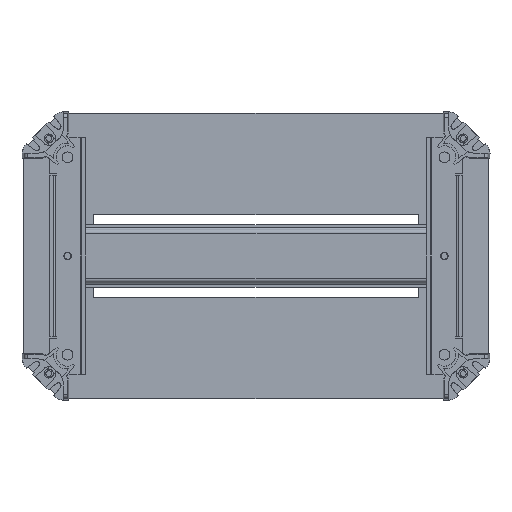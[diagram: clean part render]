
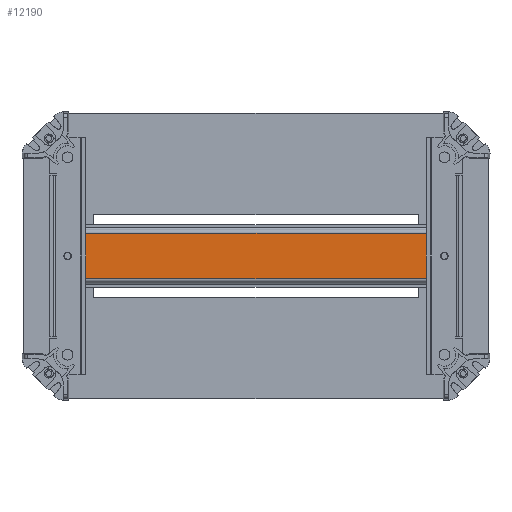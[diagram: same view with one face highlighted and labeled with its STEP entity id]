
A CAD part, front view. The second image highlights one B-rep face of the part: STEP entity #12190.
In plain terms, the highlighted planar face has unit normal (0, -1, 0).
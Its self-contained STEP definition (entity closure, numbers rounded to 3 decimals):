
#246 = VERTEX_POINT ( 'NONE', #4252 ) ;
#384 = CARTESIAN_POINT ( 'NONE',  ( 2.25, -1.5, -110. ) ) ;
#851 = CIRCLE ( 'NONE', #3160, 2.25 ) ;
#1001 = DIRECTION ( 'NONE',  ( -1., 0., 0. ) ) ;
#1202 = EDGE_CURVE ( 'NONE', #13805, #7862, #851, .T. ) ;
#1244 = VECTOR ( 'NONE', #8423, 1000. ) ;
#1328 = EDGE_CURVE ( 'NONE', #11903, #246, #12550, .T. ) ;
#1777 = ORIENTED_EDGE ( 'NONE', *, *, #9159, .F. ) ;
#1853 = ORIENTED_EDGE ( 'NONE', *, *, #5480, .T. ) ;
#1927 = LINE ( 'NONE', #17402, #4941 ) ;
#2040 = EDGE_CURVE ( 'NONE', #5484, #14369, #6091, .T. ) ;
#2097 = VECTOR ( 'NONE', #4887, 1000. ) ;
#2152 = EDGE_CURVE ( 'NONE', #13614, #2782, #6276, .T. ) ;
#2381 = VECTOR ( 'NONE', #7113, 1000. ) ;
#2458 = ORIENTED_EDGE ( 'NONE', *, *, #1202, .T. ) ;
#2505 = ORIENTED_EDGE ( 'NONE', *, *, #12680, .F. ) ;
#2610 = VECTOR ( 'NONE', #11679, 1000. ) ;
#2673 = CARTESIAN_POINT ( 'NONE',  ( -12.7, -1.5, 110. ) ) ;
#2731 = VERTEX_POINT ( 'NONE', #11793 ) ;
#2782 = VERTEX_POINT ( 'NONE', #2673 ) ;
#3107 = DIRECTION ( 'NONE',  ( 0., 1., 0. ) ) ;
#3160 = AXIS2_PLACEMENT_3D ( 'NONE', #9097, #14666, #4992 ) ;
#3294 = EDGE_CURVE ( 'NONE', #13645, #14369, #9019, .T. ) ;
#4252 = CARTESIAN_POINT ( 'NONE',  ( -2.25, -1.5, -110. ) ) ;
#4372 = CARTESIAN_POINT ( 'NONE',  ( 0., -1.5, -105. ) ) ;
#4465 = DIRECTION ( 'NONE',  ( -1., 0., 0. ) ) ;
#4553 = DIRECTION ( 'NONE',  ( 0., 0., -1. ) ) ;
#4555 = DIRECTION ( 'NONE',  ( 0., 0., 1. ) ) ;
#4746 = EDGE_CURVE ( 'NONE', #10487, #5484, #15912, .T. ) ;
#4887 = DIRECTION ( 'NONE',  ( -1., 0., 0. ) ) ;
#4941 = VECTOR ( 'NONE', #11687, 1000. ) ;
#4992 = DIRECTION ( 'NONE',  ( 0., 0., 1. ) ) ;
#5032 = EDGE_LOOP ( 'NONE', ( #8633, #5321, #8891, #8514, #16321, #12894, #1777, #2458, #15499, #1853, #17639, #2505, #13912 ) ) ;
#5070 = CARTESIAN_POINT ( 'NONE',  ( 13.5, -1.5, -110. ) ) ;
#5321 = ORIENTED_EDGE ( 'NONE', *, *, #3294, .T. ) ;
#5480 = EDGE_CURVE ( 'NONE', #6332, #2782, #1927, .T. ) ;
#5484 = VERTEX_POINT ( 'NONE', #12940 ) ;
#5659 = VERTEX_POINT ( 'NONE', #12661 ) ;
#6067 = VECTOR ( 'NONE', #8949, 1000. ) ;
#6091 = LINE ( 'NONE', #384, #2610 ) ;
#6167 = LINE ( 'NONE', #6256, #2097 ) ;
#6256 = CARTESIAN_POINT ( 'NONE',  ( 13.5, -1.5, -110. ) ) ;
#6276 = LINE ( 'NONE', #14769, #17429 ) ;
#6332 = VERTEX_POINT ( 'NONE', #9809 ) ;
#6491 = CARTESIAN_POINT ( 'NONE',  ( -2.25, -1.5, -105. ) ) ;
#7076 = EDGE_CURVE ( 'NONE', #5659, #2731, #7212, .T. ) ;
#7113 = DIRECTION ( 'NONE',  ( 0., 0., 1. ) ) ;
#7212 = LINE ( 'NONE', #16944, #12800 ) ;
#7307 = CARTESIAN_POINT ( 'NONE',  ( 13.5, -1.5, 110. ) ) ;
#7405 = CARTESIAN_POINT ( 'NONE',  ( 12.7, -1.5, 110. ) ) ;
#7862 = VERTEX_POINT ( 'NONE', #9954 ) ;
#7978 = DIRECTION ( 'NONE',  ( 0., 0., 1. ) ) ;
#8220 = DIRECTION ( 'NONE',  ( 0., 1., 0. ) ) ;
#8423 = DIRECTION ( 'NONE',  ( 0., 0., -1. ) ) ;
#8496 = AXIS2_PLACEMENT_3D ( 'NONE', #9584, #8220, #13774 ) ;
#8514 = ORIENTED_EDGE ( 'NONE', *, *, #4746, .F. ) ;
#8633 = ORIENTED_EDGE ( 'NONE', *, *, #9196, .T. ) ;
#8727 = CARTESIAN_POINT ( 'NONE',  ( 2.25, -1.5, -105. ) ) ;
#8891 = ORIENTED_EDGE ( 'NONE', *, *, #2040, .F. ) ;
#8949 = DIRECTION ( 'NONE',  ( 0., 0., -1. ) ) ;
#9019 = CIRCLE ( 'NONE', #12252, 2.25 ) ;
#9097 = CARTESIAN_POINT ( 'NONE',  ( 0., -1.5, 105. ) ) ;
#9159 = EDGE_CURVE ( 'NONE', #13805, #2731, #11131, .T. ) ;
#9196 = EDGE_CURVE ( 'NONE', #11903, #13645, #17210, .T. ) ;
#9504 = EDGE_CURVE ( 'NONE', #5659, #10487, #16704, .T. ) ;
#9584 = CARTESIAN_POINT ( 'NONE',  ( 0., -1.5, -105. ) ) ;
#9809 = CARTESIAN_POINT ( 'NONE',  ( -2.25, -1.5, 110. ) ) ;
#9954 = CARTESIAN_POINT ( 'NONE',  ( -2.25, -1.5, 105. ) ) ;
#10487 = VERTEX_POINT ( 'NONE', #10810 ) ;
#10810 = CARTESIAN_POINT ( 'NONE',  ( 12.7, -1.5, -110. ) ) ;
#11108 = VECTOR ( 'NONE', #1001, 1000. ) ;
#11131 = LINE ( 'NONE', #12570, #2381 ) ;
#11679 = DIRECTION ( 'NONE',  ( 0., 0., 1. ) ) ;
#11687 = DIRECTION ( 'NONE',  ( -1., 0., 0. ) ) ;
#11793 = CARTESIAN_POINT ( 'NONE',  ( 2.25, -1.5, 110. ) ) ;
#11903 = VERTEX_POINT ( 'NONE', #6491 ) ;
#12190 = ADVANCED_FACE ( 'NONE', ( #17129 ), #16861, .F. ) ;
#12252 = AXIS2_PLACEMENT_3D ( 'NONE', #4372, #13621, #7978 ) ;
#12550 = LINE ( 'NONE', #13755, #6067 ) ;
#12570 = CARTESIAN_POINT ( 'NONE',  ( 2.25, -1.5, 110. ) ) ;
#12661 = CARTESIAN_POINT ( 'NONE',  ( 12.7, -1.5, 110. ) ) ;
#12680 = EDGE_CURVE ( 'NONE', #246, #13614, #6167, .T. ) ;
#12800 = VECTOR ( 'NONE', #4465, 1000. ) ;
#12894 = ORIENTED_EDGE ( 'NONE', *, *, #7076, .T. ) ;
#12940 = CARTESIAN_POINT ( 'NONE',  ( 2.25, -1.5, -110. ) ) ;
#13024 = LINE ( 'NONE', #13216, #14350 ) ;
#13216 = CARTESIAN_POINT ( 'NONE',  ( -2.25, -1.5, 105. ) ) ;
#13614 = VERTEX_POINT ( 'NONE', #15866 ) ;
#13621 = DIRECTION ( 'NONE',  ( 0., 1., 0. ) ) ;
#13645 = VERTEX_POINT ( 'NONE', #17145 ) ;
#13755 = CARTESIAN_POINT ( 'NONE',  ( -2.25, -1.5, -105. ) ) ;
#13774 = DIRECTION ( 'NONE',  ( 0., 0., 1. ) ) ;
#13805 = VERTEX_POINT ( 'NONE', #15513 ) ;
#13912 = ORIENTED_EDGE ( 'NONE', *, *, #1328, .F. ) ;
#13953 = EDGE_CURVE ( 'NONE', #6332, #7862, #13024, .T. ) ;
#14350 = VECTOR ( 'NONE', #4553, 1000. ) ;
#14369 = VERTEX_POINT ( 'NONE', #8727 ) ;
#14666 = DIRECTION ( 'NONE',  ( 0., 1., 0. ) ) ;
#14769 = CARTESIAN_POINT ( 'NONE',  ( -12.7, -1.5, 110. ) ) ;
#15499 = ORIENTED_EDGE ( 'NONE', *, *, #13953, .F. ) ;
#15513 = CARTESIAN_POINT ( 'NONE',  ( 2.25, -1.5, 105. ) ) ;
#15866 = CARTESIAN_POINT ( 'NONE',  ( -12.7, -1.5, -110. ) ) ;
#15912 = LINE ( 'NONE', #5070, #11108 ) ;
#16321 = ORIENTED_EDGE ( 'NONE', *, *, #9504, .F. ) ;
#16364 = AXIS2_PLACEMENT_3D ( 'NONE', #7307, #3107, #4555 ) ;
#16704 = LINE ( 'NONE', #7405, #1244 ) ;
#16861 = PLANE ( 'NONE',  #16364 ) ;
#16944 = CARTESIAN_POINT ( 'NONE',  ( 13.5, -1.5, 110. ) ) ;
#17129 = FACE_OUTER_BOUND ( 'NONE', #5032, .T. ) ;
#17145 = CARTESIAN_POINT ( 'NONE',  ( 0., -1.5, -102.75 ) ) ;
#17210 = CIRCLE ( 'NONE', #8496, 2.25 ) ;
#17402 = CARTESIAN_POINT ( 'NONE',  ( 13.5, -1.5, 110. ) ) ;
#17429 = VECTOR ( 'NONE', #17763, 1000. ) ;
#17639 = ORIENTED_EDGE ( 'NONE', *, *, #2152, .F. ) ;
#17763 = DIRECTION ( 'NONE',  ( 0., 0., 1. ) ) ;
